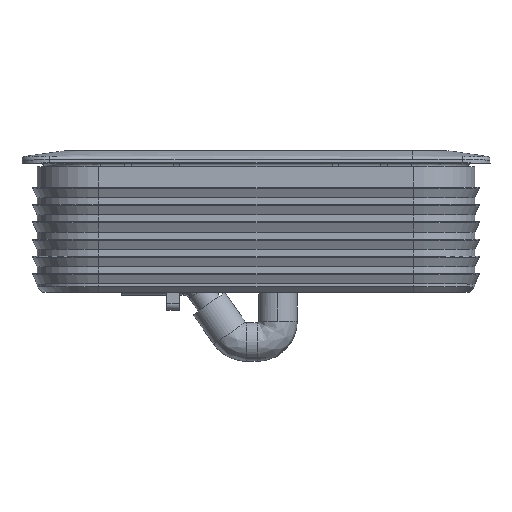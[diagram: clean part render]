
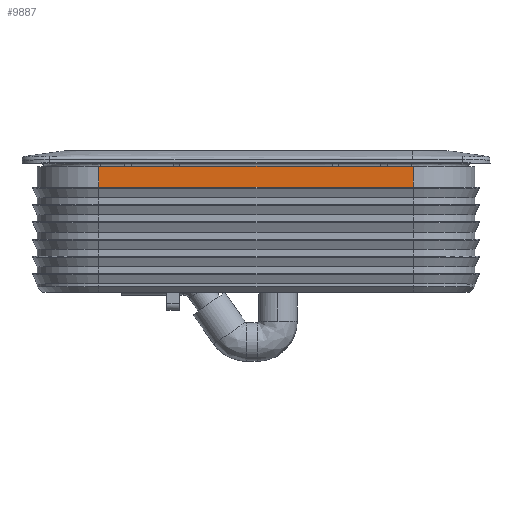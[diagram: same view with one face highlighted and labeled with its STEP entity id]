
A CAD part, top view. The second image highlights one B-rep face of the part: STEP entity #9887.
In plain terms, the highlighted planar face has unit normal (0, 0, 1).
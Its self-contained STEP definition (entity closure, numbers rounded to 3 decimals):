
#1755 = AXIS2_PLACEMENT_3D ( 'NONE', #3198, #3203, #3204 ) ;
#2412 = FACE_OUTER_BOUND ( 'NONE', #18623, .T. ) ;
#2578 = LINE ( 'NONE', #18814, #2583 ) ;
#2583 = VECTOR ( 'NONE', #18841, 1000. ) ;
#2602 = LINE ( 'NONE', #18974, #2605 ) ;
#2605 = VECTOR ( 'NONE', #18975, 1000. ) ;
#3198 = CARTESIAN_POINT ( 'NONE',  ( 20.168, 35.668, 12.238 ) ) ;
#3200 = PLANE ( 'NONE',  #1755 ) ;
#3203 = DIRECTION ( 'NONE',  ( 0., 0., 1. ) ) ;
#3204 = DIRECTION ( 'NONE',  ( 0., 1., 0. ) ) ;
#9887 = ADVANCED_FACE ( 'NONE', ( #2412 ), #3200, .T. ) ;
#10922 = VERTEX_POINT ( 'NONE', #18364 ) ;
#11073 = VERTEX_POINT ( 'NONE', #18631 ) ;
#13631 = EDGE_CURVE ( 'NONE', #10922, #20070, #2578, .T. ) ;
#13649 = EDGE_CURVE ( 'NONE', #20070, #20290, #2602, .T. ) ;
#14288 = CARTESIAN_POINT ( 'NONE',  ( 20.168, 35.668, 12.238 ) ) ;
#14293 = DIRECTION ( 'NONE',  ( 1., 0., 0. ) ) ;
#14460 = CARTESIAN_POINT ( 'NONE',  ( 20.168, 35.668, 12.238 ) ) ;
#14465 = DIRECTION ( 'NONE',  ( 0., -1., 0. ) ) ;
#14930 = LINE ( 'NONE', #14288, #14938 ) ;
#14938 = VECTOR ( 'NONE', #14293, 1000. ) ;
#14984 = LINE ( 'NONE', #14460, #14991 ) ;
#14991 = VECTOR ( 'NONE', #14465, 1000. ) ;
#16586 = CARTESIAN_POINT ( 'NONE',  ( -25.332, 32.668, 12.238 ) ) ;
#16971 = CARTESIAN_POINT ( 'NONE',  ( 20.168, 32.668, 12.238 ) ) ;
#17600 = ORIENTED_EDGE ( 'NONE', *, *, #13631, .T. ) ;
#17751 = ORIENTED_EDGE ( 'NONE', *, *, #13649, .T. ) ;
#17757 = ORIENTED_EDGE ( 'NONE', *, *, #19696, .F. ) ;
#17768 = ORIENTED_EDGE ( 'NONE', *, *, #19661, .F. ) ;
#18364 = CARTESIAN_POINT ( 'NONE',  ( -25.332, 35.668, 12.238 ) ) ;
#18623 = EDGE_LOOP ( 'NONE', ( #17751, #17757, #17768, #17600 ) ) ;
#18631 = CARTESIAN_POINT ( 'NONE',  ( 20.168, 35.668, 12.238 ) ) ;
#18814 = CARTESIAN_POINT ( 'NONE',  ( -25.332, 35.668, 12.238 ) ) ;
#18841 = DIRECTION ( 'NONE',  ( 0., -1., 0. ) ) ;
#18974 = CARTESIAN_POINT ( 'NONE',  ( 20.168, 32.668, 12.238 ) ) ;
#18975 = DIRECTION ( 'NONE',  ( 1., 0., 0. ) ) ;
#19661 = EDGE_CURVE ( 'NONE', #10922, #11073, #14930, .T. ) ;
#19696 = EDGE_CURVE ( 'NONE', #11073, #20290, #14984, .T. ) ;
#20070 = VERTEX_POINT ( 'NONE', #16586 ) ;
#20290 = VERTEX_POINT ( 'NONE', #16971 ) ;
